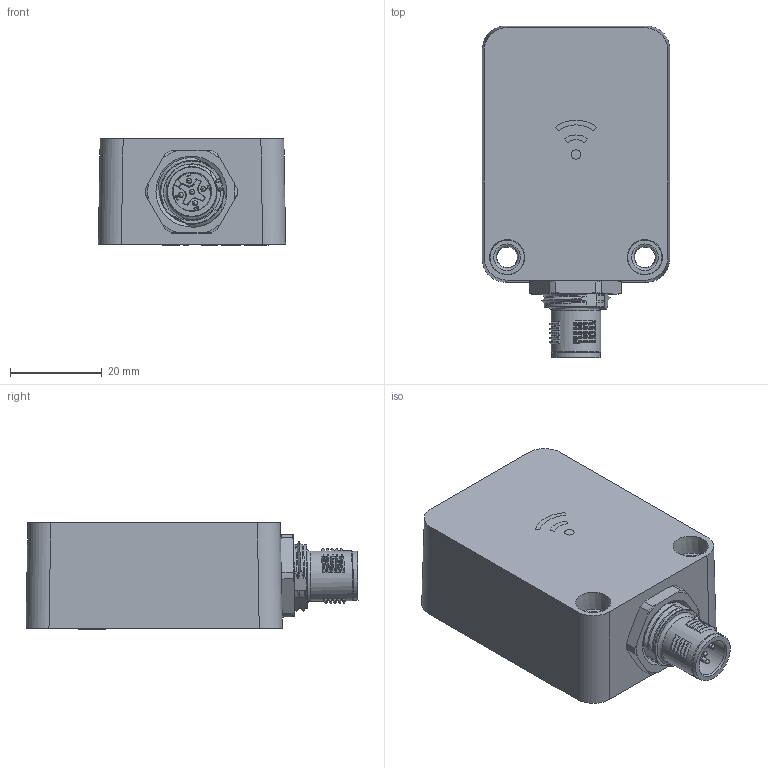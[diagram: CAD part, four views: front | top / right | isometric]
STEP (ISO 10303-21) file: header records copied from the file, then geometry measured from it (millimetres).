
FILE_DESCRIPTION(/* description */ (''),/* implementation_level */ '2;1');
FILE_NAME(/* name */ 'ARE i9 v5.step',/* time_stamp */ '2020-09-21T10:21:41+02:00',/* author */ (''),/* organization */ (''),/* preprocessor_version */ 'ST-DEVELOPER v18.1',/* originating_system */ 'Autodesk Translation Framework v9.3.0.1241',/* authorisation */ '');
FILE_SCHEMA (('AUTOMOTIVE_DESIGN { 1 0 10303 214 3 1 1 }'));
Products named in the file (9): ARE i9 v5; RFID SYMBOL; Stecker; 1542703 v1; 1421372; 415271; ARE i9 v29  DECKEL_ABC_2020_02_10 v7; LASERBESCHRIFTUNG; ARE i9 v29_2020_05_28 v6
Assembly tree (8 placements, depth 4):
  ARE i9 v5
    RFID SYMBOL
    Stecker
      1542703 v1
        1421372
        415271
    ARE i9 v29  DECKEL_ABC_2020_02_10 v7
      LASERBESCHRIFTUNG
    ARE i9 v29_2020_05_28 v6
Bounding box: 40.8 x 72.32 x 23.17 mm (x, y, z)
Volume: 19431.8 mm3; surface area: 20420.9 mm2
Topology: 20 solids, 20 shells, 1110 faces, 2835 edges, 1771 vertices
Faces by surface type: plane 472, bspline 284, cylinder 249, cone 55, sphere 26, torus 24
Full cylindrical faces by diameter (mm): 1.3 x5, 1.52 x1, 2.035 x1, 10.7 x1, 10.9 x1, 12.9 x2, 13.9 x1
Entity records: 46353 total; most frequent: CARTESIAN_POINT 20945, ORIENTED_EDGE 5592, DIRECTION 4606, EDGE_CURVE 2796, VERTEX_POINT 1771, LINE 1596, VECTOR 1596, AXIS2_PLACEMENT_3D 1505
